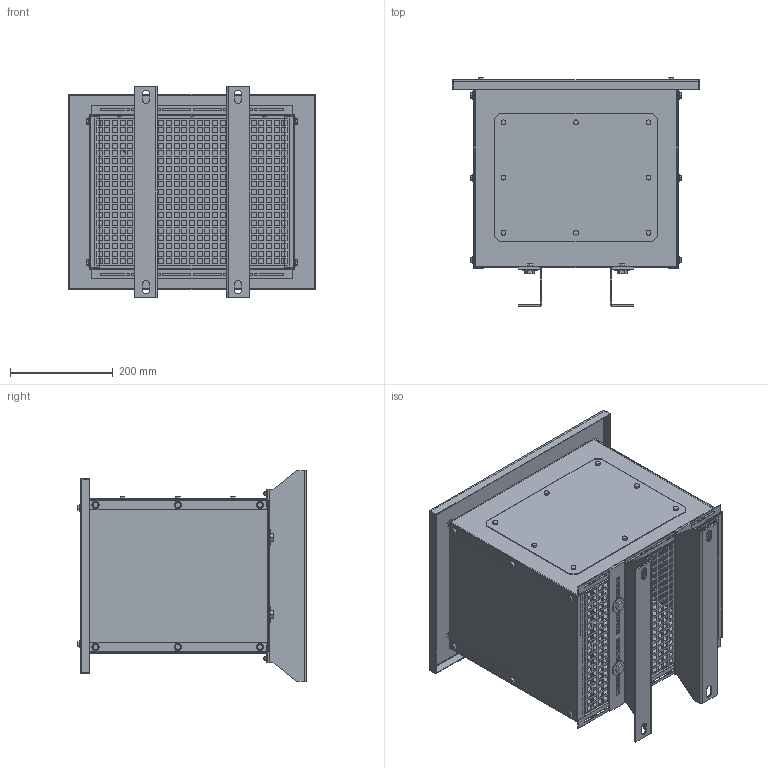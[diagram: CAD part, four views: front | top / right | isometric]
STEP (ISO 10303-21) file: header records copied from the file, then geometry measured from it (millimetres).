
FILE_DESCRIPTION (( 'STEP AP214' ), '1' );
FILE_NAME ('220282.STEP', '2023-10-23T09:36:56', ( '' ), ( '' ), 'SwSTEP 2.0', 'SolidWorks 2022', '' );
FILE_SCHEMA (( 'AUTOMOTIVE_DESIGN' ));
Length unit declared in the file: millimetre
Products named in the file (1): 220282
Bounding box: 480 x 445.1 x 410 mm (x, y, z)
Volume: 1756866.3 mm3; surface area: 1881601.7 mm2
Topology: 1 solids, 1 shells, 3169 faces, 9114 edges, 5893 vertices
Faces by surface type: plane 2666, cylinder 282, cone 189, sphere 24, bspline 8
Entity records: 104645 total; most frequent: CARTESIAN_POINT 20013, ORIENTED_EDGE 18176, DIRECTION 15937, EDGE_CURVE 9088, LINE 7839, VECTOR 7839, VERTEX_POINT 5893, EDGE_LOOP 4093
